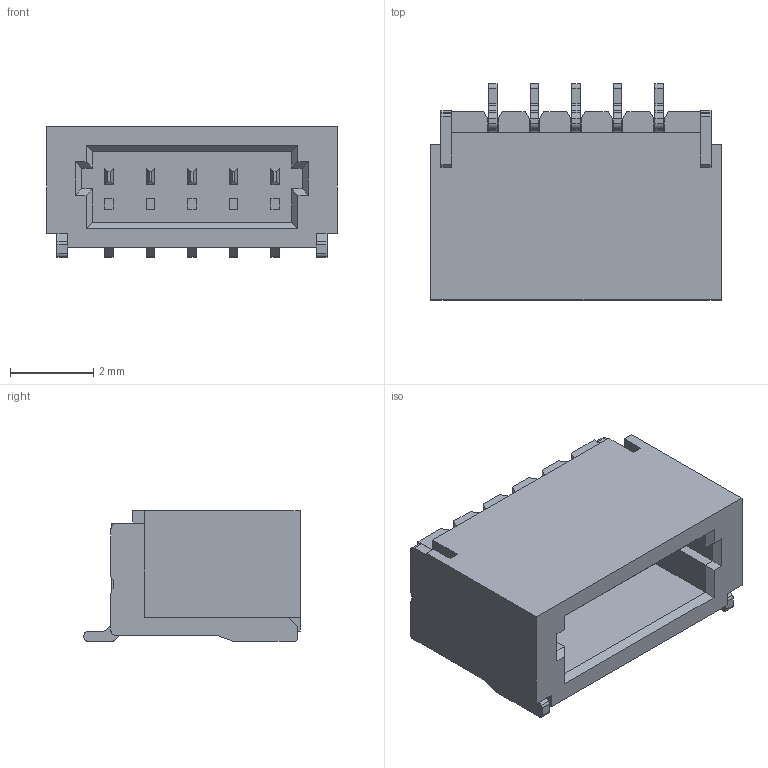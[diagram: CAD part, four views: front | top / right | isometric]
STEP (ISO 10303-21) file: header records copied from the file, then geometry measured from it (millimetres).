
FILE_DESCRIPTION(/* description */ (''),/* implementation_level */ '2;1');
FILE_NAME(/* name */ '01x05_sh1.0_hori.step',/* time_stamp */ '2023-04-23T02:03:15+08:00',/* author */ (''),/* organization */ (''),/* preprocessor_version */ 'ST-DEVELOPER v19.2',/* originating_system */ 'Autodesk Translation Framework v12.4.0.73',/* authorisation */ '');
FILE_SCHEMA (('AUTOMOTIVE_DESIGN { 1 0 10303 214 3 1 1 }'));
Length unit declared in the file: millimetre
Products named in the file (3): CN2; CONN-SMD_5P-P1.00_HDGC_1.0K-BH-5PWB; COMPOUND (2)
Assembly tree (2 placements, depth 3):
  CN2
    CONN-SMD_5P-P1.00_HDGC_1.0K-BH-5PWB
      COMPOUND (2)
Bounding box: 7 x 5.2 x 3.15 mm (x, y, z)
Volume: 63.3 mm3; surface area: 292 mm2
Topology: 16 solids, 16 shells, 590 faces, 1576 edges, 1040 vertices
Faces by surface type: plane 412, bspline 112, cylinder 66
Entity records: 19551 total; most frequent: CARTESIAN_POINT 4473, ORIENTED_EDGE 3152, DIRECTION 2630, EDGE_CURVE 1576, LINE 1220, VECTOR 1220, VERTEX_POINT 1040, AXIS2_PLACEMENT_3D 705
